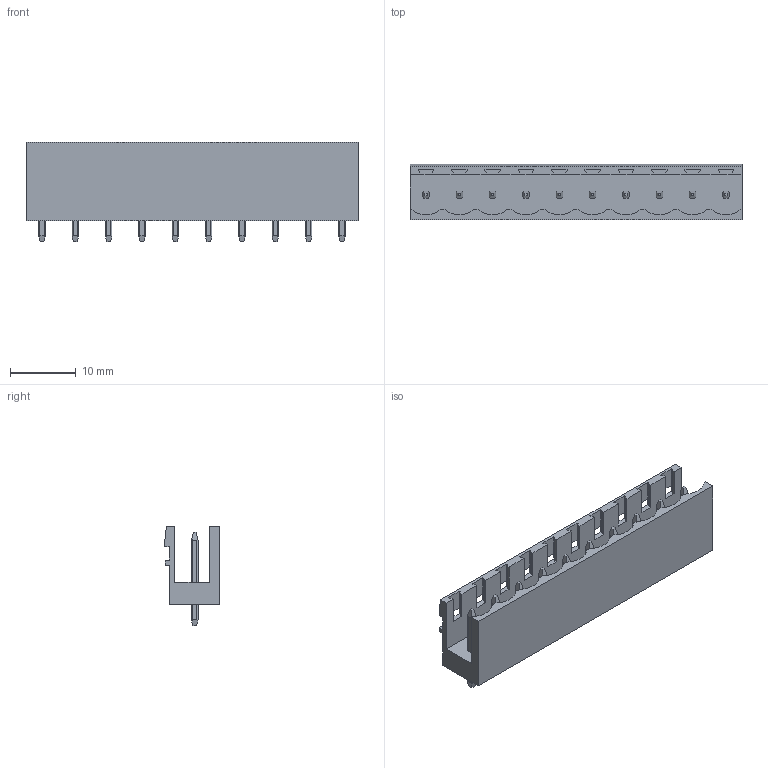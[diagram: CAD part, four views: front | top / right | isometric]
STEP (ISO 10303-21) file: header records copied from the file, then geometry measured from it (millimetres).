
FILE_DESCRIPTION(('CATIA V5 STEP Exchange','CAx-IF Rec.Pracs.--- Model Styling and Organization---1.2---2011-12-15'),'2;1');
FILE_NAME ('D1448970_0_1146530000_1146530000.stp','2018-10-26T05:22:46+00:00',('none'),('Weidmueller'),'CATIA Version 5-6 Release 2014','CATIA V5 STEP AP214','none');
FILE_SCHEMA(('AUTOMOTIVE_DESIGN { 1 0 10303 214 1 1 1 1 }'));
Length unit declared in the file: millimetre
Products named in the file (1): 1146530000
Bounding box: 50.6 x 8.43 x 15.2 mm (x, y, z)
Volume: 2304.6 mm3; surface area: 3768.3 mm2
Topology: 11 solids, 11 shells, 379 faces, 1138 edges, 761 vertices
Faces by surface type: plane 287, cylinder 92
Entity records: 11912 total; most frequent: CARTESIAN_POINT 2680, ORIENTED_EDGE 2276, DIRECTION 1338, EDGE_CURVE 1138, VECTOR 794, LINE 794, VERTEX_POINT 761, EDGE_LOOP 399
